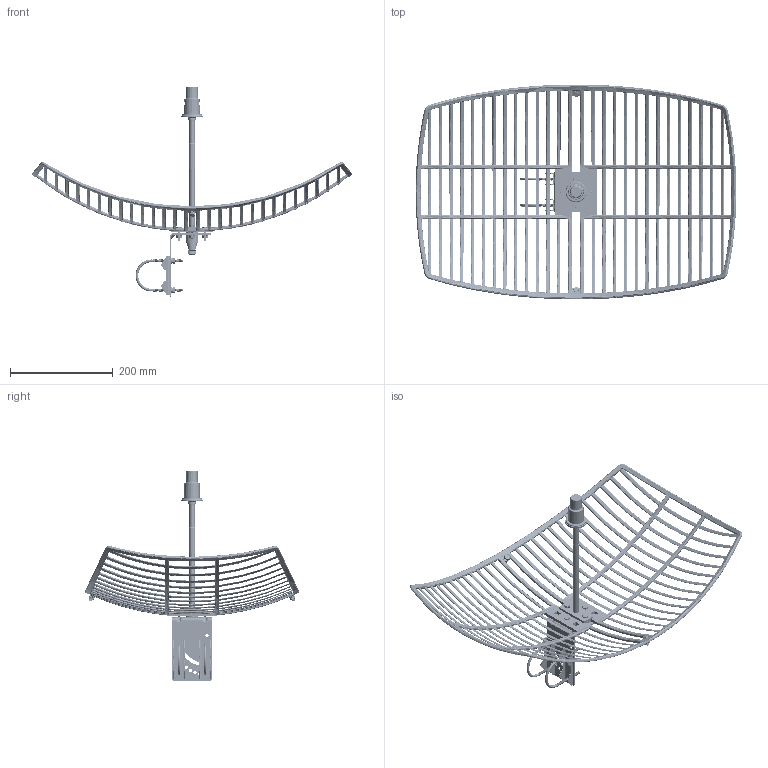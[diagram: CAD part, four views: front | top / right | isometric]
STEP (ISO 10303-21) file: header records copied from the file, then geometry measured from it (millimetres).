
FILE_DESCRIPTION (( 'STEP AP203' ), '1' );
FILE_NAME ('HG5827EG.STEP', '2011-10-04T13:30:43', ( 'x' ), ( 'Microsoft' ), 'SwSTEP 2.0', 'SolidWorks 2010', '' );
FILE_SCHEMA (( 'CONFIG_CONTROL_DESIGN' ));
Products named in the file (10): HG5827EG; .25-20x1.0 Bolt-hex; .25-20x.6 Bolt-hex; Grid-1_FlatWasher; Grid-3; HG5827EG_Swivel-L-Bracket; HG5827EG_Ubolt; Grid-1_hexnut; Grid-1_LockWasher; XA-FH5827G-NF-1
Assembly tree (29 placements, depth 2):
  HG5827EG
    Grid-3
    XA-FH5827G-NF-1
    Grid-1_FlatWasher  x6
    Grid-1_LockWasher  x6
    Grid-1_hexnut  x6
    .25-20x.6 Bolt-hex  x2
    .25-20x1.0 Bolt-hex  x4
    HG5827EG_Ubolt  x2
    HG5827EG_Swivel-L-Bracket
Bounding box: 623.98 x 417.89 x 409.98 mm (x, y, z)
Volume: 493223.5 mm3; surface area: 348138.3 mm2
Topology: 31 solids, 31 shells, 3849 faces, 9509 edges, 5595 vertices
Faces by surface type: cone 2064, bspline 721, plane 635, cylinder 257, torus 172
Entity records: 98263 total; most frequent: CARTESIAN_POINT 45110, ORIENTED_EDGE 12510, DIRECTION 9046, EDGE_CURVE 6255, VERTEX_POINT 3849, AXIS2_PLACEMENT_3D 3609, EDGE_LOOP 2436, ADVANCED_FACE 2309
